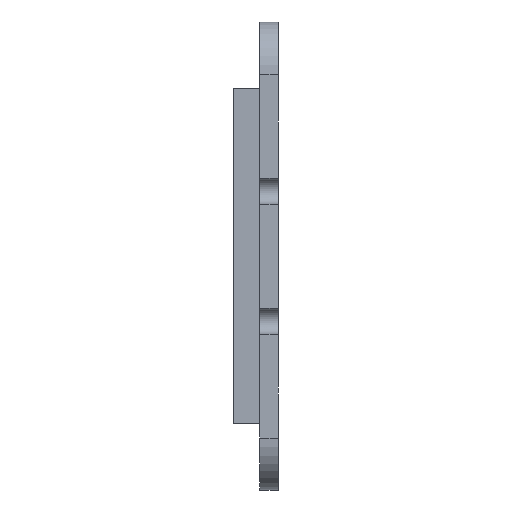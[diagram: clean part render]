
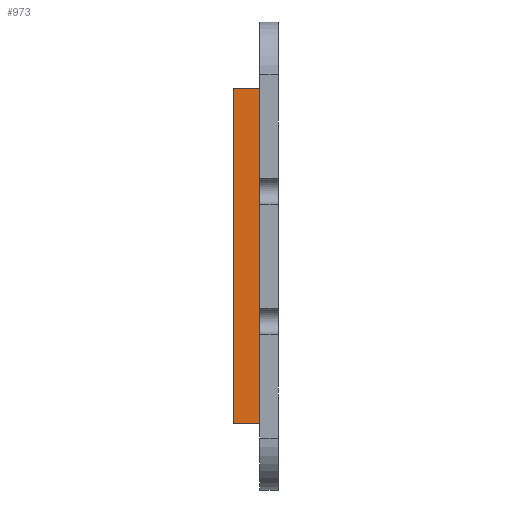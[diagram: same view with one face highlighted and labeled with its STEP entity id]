
A CAD part, left-side view. The second image highlights one B-rep face of the part: STEP entity #973.
In plain terms, the highlighted planar face has unit normal (-1, 0, 0).
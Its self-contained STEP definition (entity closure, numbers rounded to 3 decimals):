
#53=PLANE('',#1096);
#96=FACE_OUTER_BOUND('',#162,.T.);
#162=EDGE_LOOP('',(#878,#879,#880,#881));
#260=LINE('',#1541,#344);
#279=LINE('',#1601,#363);
#306=LINE('',#1669,#390);
#307=LINE('',#1670,#391);
#344=VECTOR('',#1240,64.4);
#363=VECTOR('',#1285,64.4);
#390=VECTOR('',#1378,5.);
#391=VECTOR('',#1379,5.);
#452=VERTEX_POINT('',#1539);
#453=VERTEX_POINT('',#1540);
#479=VERTEX_POINT('',#1595);
#481=VERTEX_POINT('',#1599);
#560=EDGE_CURVE('',#452,#453,#260,.T.);
#591=EDGE_CURVE('',#479,#481,#279,.T.);
#626=EDGE_CURVE('',#479,#452,#306,.T.);
#627=EDGE_CURVE('',#481,#453,#307,.T.);
#878=ORIENTED_EDGE('',*,*,#560,.F.);
#879=ORIENTED_EDGE('',*,*,#626,.F.);
#880=ORIENTED_EDGE('',*,*,#591,.T.);
#881=ORIENTED_EDGE('',*,*,#627,.T.);
#973=ADVANCED_FACE('',(#96),#53,.T.);
#1096=AXIS2_PLACEMENT_3D('',#1668,#1376,#1377);
#1240=DIRECTION('',(0.,0.,1.));
#1285=DIRECTION('',(0.,0.,1.));
#1376=DIRECTION('center_axis',(-1.,0.,0.));
#1377=DIRECTION('ref_axis',(0.,0.,1.));
#1378=DIRECTION('',(0.,1.,0.));
#1379=DIRECTION('',(0.,1.,0.));
#1539=CARTESIAN_POINT('',(-32.2,7.,-32.2));
#1540=CARTESIAN_POINT('',(-32.2,7.,32.2));
#1541=CARTESIAN_POINT('',(-32.2,7.,-32.2));
#1595=CARTESIAN_POINT('',(-32.2,2.,-32.2));
#1599=CARTESIAN_POINT('',(-32.2,2.,32.2));
#1601=CARTESIAN_POINT('',(-32.2,2.,-32.2));
#1668=CARTESIAN_POINT('Origin',(-32.2,2.,-32.2));
#1669=CARTESIAN_POINT('',(-32.2,2.,-32.2));
#1670=CARTESIAN_POINT('',(-32.2,2.,32.2));
